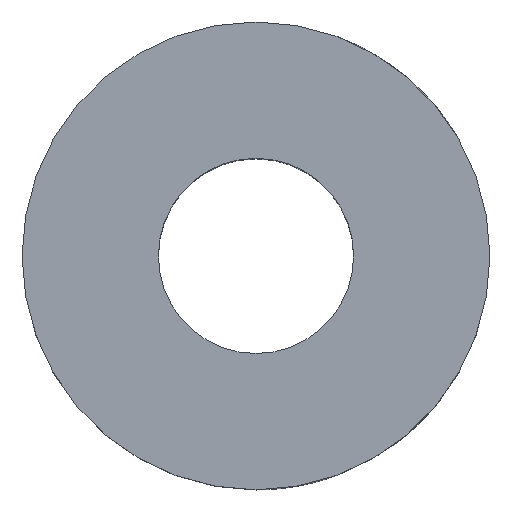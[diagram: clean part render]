
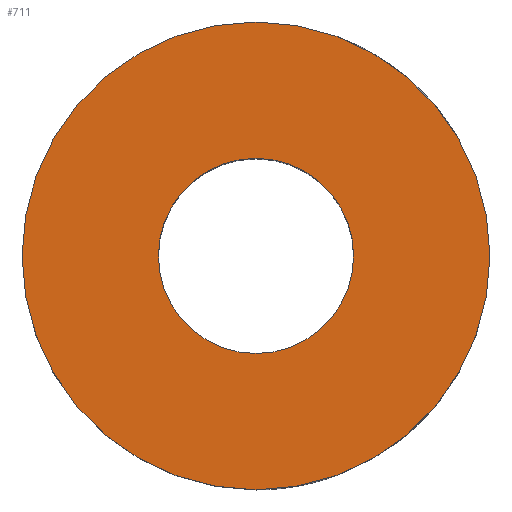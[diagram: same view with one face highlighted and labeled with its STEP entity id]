
A CAD part, top view. The second image highlights one B-rep face of the part: STEP entity #711.
In plain terms, the highlighted planar face has unit normal (0, 0, 1).
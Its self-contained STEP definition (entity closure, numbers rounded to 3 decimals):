
#10 = VERTEX_POINT ( 'NONE', #963 ) ;
#115 = CIRCLE ( 'NONE', #119, 28.75 ) ;
#119 = AXIS2_PLACEMENT_3D ( 'NONE', #120, #121, #122 ) ;
#120 = CARTESIAN_POINT ( 'NONE',  ( 0., 0., 0. ) ) ;
#121 = DIRECTION ( 'NONE',  ( 0., 0., 1. ) ) ;
#122 = DIRECTION ( 'NONE',  ( 0., -1., 0. ) ) ;
#171 = EDGE_CURVE ( 'NONE', #834, #10, #222, .T. ) ;
#220 = EDGE_CURVE ( 'NONE', #1092, #687, #228, .T. ) ;
#222 = CIRCLE ( 'NONE', #223, 28.75 ) ;
#223 = AXIS2_PLACEMENT_3D ( 'NONE', #224, #225, #226 ) ;
#224 = CARTESIAN_POINT ( 'NONE',  ( 0., 0., 0. ) ) ;
#225 = DIRECTION ( 'NONE',  ( 0., 0., 1. ) ) ;
#226 = DIRECTION ( 'NONE',  ( 0., -1., 0. ) ) ;
#228 = CIRCLE ( 'NONE', #229, 12. ) ;
#229 = AXIS2_PLACEMENT_3D ( 'NONE', #230, #231, #232 ) ;
#230 = CARTESIAN_POINT ( 'NONE',  ( 0., 0., 0. ) ) ;
#231 = DIRECTION ( 'NONE',  ( 0., 0., 1. ) ) ;
#232 = DIRECTION ( 'NONE',  ( 0., -1., 0. ) ) ;
#687 = VERTEX_POINT ( 'NONE', #907 ) ;
#690 = EDGE_CURVE ( 'NONE', #687, #1092, #918, .T. ) ;
#708 = ORIENTED_EDGE ( 'NONE', *, *, #220, .F. ) ;
#711 = ADVANCED_FACE ( 'NONE', ( #991, #992 ), #993, .F. ) ;
#725 = EDGE_LOOP ( 'NONE', ( #767, #800 ) ) ;
#767 = ORIENTED_EDGE ( 'NONE', *, *, #879, .T. ) ;
#777 = ORIENTED_EDGE ( 'NONE', *, *, #690, .F. ) ;
#800 = ORIENTED_EDGE ( 'NONE', *, *, #171, .T. ) ;
#802 = EDGE_LOOP ( 'NONE', ( #777, #708 ) ) ;
#834 = VERTEX_POINT ( 'NONE', #1163 ) ;
#879 = EDGE_CURVE ( 'NONE', #10, #834, #115, .T. ) ;
#907 = CARTESIAN_POINT ( 'NONE',  ( 0., -12., 0. ) ) ;
#918 = CIRCLE ( 'NONE', #919, 12. ) ;
#919 = AXIS2_PLACEMENT_3D ( 'NONE', #920, #921, #924 ) ;
#920 = CARTESIAN_POINT ( 'NONE',  ( 0., 0., 0. ) ) ;
#921 = DIRECTION ( 'NONE',  ( 0., 0., 1. ) ) ;
#924 = DIRECTION ( 'NONE',  ( 0., -1., 0. ) ) ;
#963 = CARTESIAN_POINT ( 'NONE',  ( 0., -28.75, 0. ) ) ;
#991 = FACE_BOUND ( 'NONE', #802, .T. ) ;
#992 = FACE_OUTER_BOUND ( 'NONE', #725, .T. ) ;
#993 = PLANE ( 'NONE',  #994 ) ;
#994 = AXIS2_PLACEMENT_3D ( 'NONE', #995, #996, #997 ) ;
#995 = CARTESIAN_POINT ( 'NONE',  ( 0., 28.75, 0. ) ) ;
#996 = DIRECTION ( 'NONE',  ( 0., 0., -1. ) ) ;
#997 = DIRECTION ( 'NONE',  ( 0., 1., 0. ) ) ;
#1092 = VERTEX_POINT ( 'NONE', #1309 ) ;
#1163 = CARTESIAN_POINT ( 'NONE',  ( 0., 28.75, 0. ) ) ;
#1309 = CARTESIAN_POINT ( 'NONE',  ( 0., 12., 0. ) ) ;
